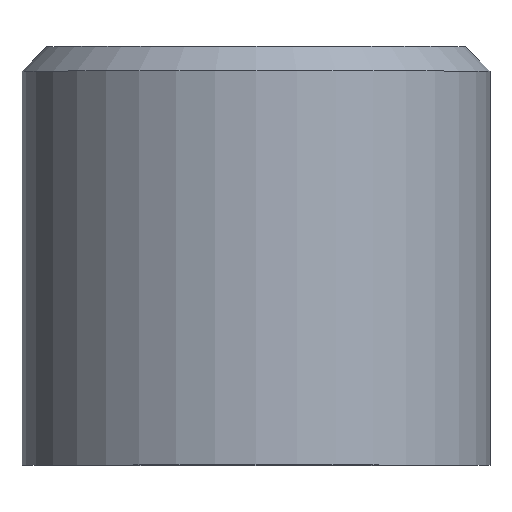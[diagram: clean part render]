
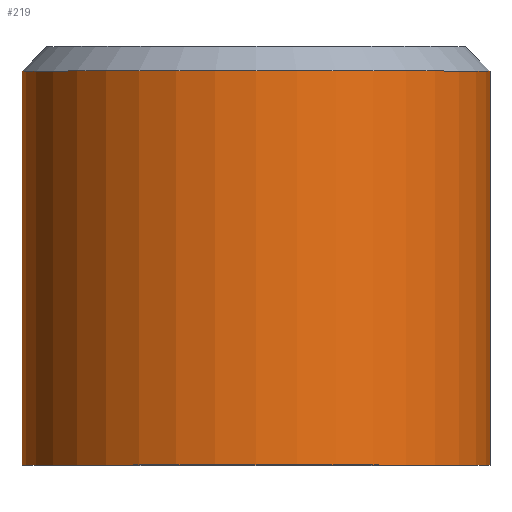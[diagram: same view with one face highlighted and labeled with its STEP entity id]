
A CAD part, top view. The second image highlights one B-rep face of the part: STEP entity #219.
In plain terms, the highlighted cylindrical face has radius 9.5 mm (diameter 19 mm), a partial arc.
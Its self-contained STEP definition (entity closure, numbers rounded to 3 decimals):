
#11 = EDGE_CURVE ( 'NONE', #195, #316, #22, .T. ) ;
#22 = LINE ( 'NONE', #379, #386 ) ;
#53 = CARTESIAN_POINT ( 'NONE',  ( 0., 8.5, 0. ) ) ;
#55 = CARTESIAN_POINT ( 'NONE',  ( 9.5, -8.5, 0. ) ) ;
#66 = CARTESIAN_POINT ( 'NONE',  ( -9.5, 7.5, 0. ) ) ;
#73 = AXIS2_PLACEMENT_3D ( 'NONE', #309, #239, #115 ) ;
#97 = VERTEX_POINT ( 'NONE', #408 ) ;
#108 = EDGE_LOOP ( 'NONE', ( #476, #273, #469, #226 ) ) ;
#115 = DIRECTION ( 'NONE',  ( -1., 0., 0. ) ) ;
#120 = EDGE_CURVE ( 'NONE', #97, #354, #126, .T. ) ;
#126 = LINE ( 'NONE', #290, #133 ) ;
#131 = DIRECTION ( 'NONE',  ( 0., 1., 0. ) ) ;
#133 = VECTOR ( 'NONE', #416, 1000. ) ;
#140 = AXIS2_PLACEMENT_3D ( 'NONE', #227, #189, #236 ) ;
#184 = CIRCLE ( 'NONE', #73, 9.5 ) ;
#189 = DIRECTION ( 'NONE',  ( 0., 1., 0. ) ) ;
#195 = VERTEX_POINT ( 'NONE', #55 ) ;
#219 = ADVANCED_FACE ( 'NONE', ( #338 ), #335, .T. ) ;
#226 = ORIENTED_EDGE ( 'NONE', *, *, #120, .F. ) ;
#227 = CARTESIAN_POINT ( 'NONE',  ( 0., -8.5, 0. ) ) ;
#236 = DIRECTION ( 'NONE',  ( -1., 0., 0. ) ) ;
#239 = DIRECTION ( 'NONE',  ( 0., 1., 0. ) ) ;
#273 = ORIENTED_EDGE ( 'NONE', *, *, #11, .T. ) ;
#290 = CARTESIAN_POINT ( 'NONE',  ( -9.5, 8.5, 0. ) ) ;
#306 = DIRECTION ( 'NONE',  ( -1., 0., 0. ) ) ;
#309 = CARTESIAN_POINT ( 'NONE',  ( 0., 7.5, 0. ) ) ;
#316 = VERTEX_POINT ( 'NONE', #523 ) ;
#335 = CYLINDRICAL_SURFACE ( 'NONE', #341, 9.5 ) ;
#338 = FACE_OUTER_BOUND ( 'NONE', #108, .T. ) ;
#341 = AXIS2_PLACEMENT_3D ( 'NONE', #53, #131, #306 ) ;
#344 = DIRECTION ( 'NONE',  ( 0., 1., 0. ) ) ;
#354 = VERTEX_POINT ( 'NONE', #66 ) ;
#356 = EDGE_CURVE ( 'NONE', #354, #316, #184, .T. ) ;
#373 = CIRCLE ( 'NONE', #140, 9.5 ) ;
#379 = CARTESIAN_POINT ( 'NONE',  ( 9.5, 8.5, 0. ) ) ;
#386 = VECTOR ( 'NONE', #344, 1000. ) ;
#408 = CARTESIAN_POINT ( 'NONE',  ( -9.5, -8.5, 0. ) ) ;
#416 = DIRECTION ( 'NONE',  ( 0., 1., 0. ) ) ;
#445 = EDGE_CURVE ( 'NONE', #97, #195, #373, .T. ) ;
#469 = ORIENTED_EDGE ( 'NONE', *, *, #356, .F. ) ;
#476 = ORIENTED_EDGE ( 'NONE', *, *, #445, .T. ) ;
#523 = CARTESIAN_POINT ( 'NONE',  ( 9.5, 7.5, 0. ) ) ;
